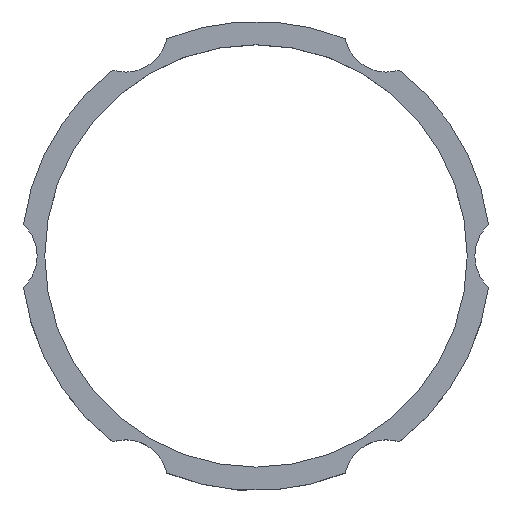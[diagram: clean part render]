
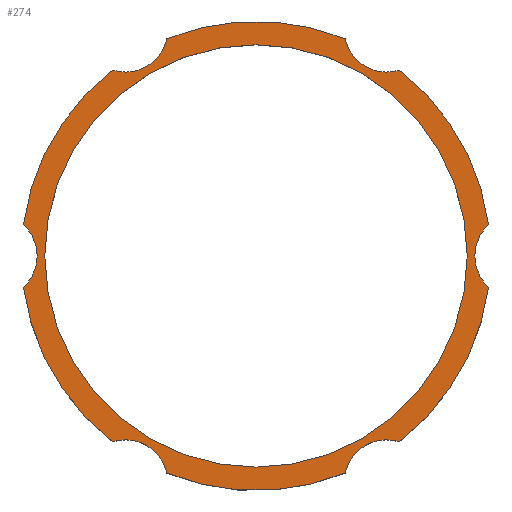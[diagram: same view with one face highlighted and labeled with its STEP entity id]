
A CAD part, top view. The second image highlights one B-rep face of the part: STEP entity #274.
In plain terms, the highlighted planar face has unit normal (0, 0, 1).
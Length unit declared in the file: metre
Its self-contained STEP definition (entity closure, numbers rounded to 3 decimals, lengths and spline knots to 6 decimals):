
#20=PLANE('',#328);
#96=ORIENTED_EDGE('',*,*,#156,.F.);
#97=ORIENTED_EDGE('',*,*,#124,.F.);
#98=ORIENTED_EDGE('',*,*,#128,.T.);
#99=ORIENTED_EDGE('',*,*,#131,.F.);
#100=ORIENTED_EDGE('',*,*,#134,.T.);
#101=ORIENTED_EDGE('',*,*,#137,.F.);
#102=ORIENTED_EDGE('',*,*,#140,.T.);
#103=ORIENTED_EDGE('',*,*,#143,.F.);
#104=ORIENTED_EDGE('',*,*,#146,.T.);
#105=ORIENTED_EDGE('',*,*,#149,.F.);
#106=ORIENTED_EDGE('',*,*,#152,.T.);
#107=ORIENTED_EDGE('',*,*,#155,.F.);
#108=ORIENTED_EDGE('',*,*,#159,.T.);
#124=EDGE_CURVE('',#162,#163,#187,.T.);
#128=EDGE_CURVE('',#162,#165,#189,.T.);
#131=EDGE_CURVE('',#167,#165,#191,.T.);
#134=EDGE_CURVE('',#167,#169,#193,.T.);
#137=EDGE_CURVE('',#171,#169,#195,.T.);
#140=EDGE_CURVE('',#171,#173,#197,.T.);
#143=EDGE_CURVE('',#175,#173,#199,.T.);
#146=EDGE_CURVE('',#175,#177,#201,.T.);
#149=EDGE_CURVE('',#179,#177,#203,.T.);
#152=EDGE_CURVE('',#179,#181,#205,.T.);
#155=EDGE_CURVE('',#183,#181,#207,.T.);
#156=EDGE_CURVE('',#184,#184,#208,.T.);
#159=EDGE_CURVE('',#183,#163,#211,.T.);
#162=VERTEX_POINT('',#432);
#163=VERTEX_POINT('',#434);
#165=VERTEX_POINT('',#440);
#167=VERTEX_POINT('',#446);
#169=VERTEX_POINT('',#452);
#171=VERTEX_POINT('',#458);
#173=VERTEX_POINT('',#464);
#175=VERTEX_POINT('',#470);
#177=VERTEX_POINT('',#476);
#179=VERTEX_POINT('',#482);
#181=VERTEX_POINT('',#488);
#183=VERTEX_POINT('',#494);
#184=VERTEX_POINT('',#498);
#187=CIRCLE('',#291,0.0036);
#189=CIRCLE('',#294,0.02);
#191=CIRCLE('',#297,0.0036);
#193=CIRCLE('',#300,0.02);
#195=CIRCLE('',#303,0.0036);
#197=CIRCLE('',#306,0.02);
#199=CIRCLE('',#309,0.0036);
#201=CIRCLE('',#312,0.02);
#203=CIRCLE('',#315,0.0036);
#205=CIRCLE('',#318,0.02);
#207=CIRCLE('',#321,0.0036);
#208=CIRCLE('',#323,0.018);
#211=CIRCLE('',#327,0.02);
#226=EDGE_LOOP('',(#96));
#227=EDGE_LOOP('',(#97,#98,#99,#100,#101,#102,#103,#104,#105,#106,#107,
#108));
#244=FACE_BOUND('',#226,.T.);
#245=FACE_BOUND('',#227,.T.);
#274=ADVANCED_FACE('',(#244,#245),#20,.T.);
#291=AXIS2_PLACEMENT_3D('',#433,#337,#338);
#294=AXIS2_PLACEMENT_3D('',#441,#345,#346);
#297=AXIS2_PLACEMENT_3D('',#447,#352,#353);
#300=AXIS2_PLACEMENT_3D('',#453,#359,#360);
#303=AXIS2_PLACEMENT_3D('',#459,#366,#367);
#306=AXIS2_PLACEMENT_3D('',#465,#373,#374);
#309=AXIS2_PLACEMENT_3D('',#471,#380,#381);
#312=AXIS2_PLACEMENT_3D('',#477,#387,#388);
#315=AXIS2_PLACEMENT_3D('',#483,#394,#395);
#318=AXIS2_PLACEMENT_3D('',#489,#401,#402);
#321=AXIS2_PLACEMENT_3D('',#495,#408,#409);
#323=AXIS2_PLACEMENT_3D('',#497,#412,#413);
#327=AXIS2_PLACEMENT_3D('',#503,#420,#421);
#328=AXIS2_PLACEMENT_3D('',#504,#422,#423);
#337=DIRECTION('',(0.,0.,1.));
#338=DIRECTION('',(1.,0.,0.));
#345=DIRECTION('',(0.,0.,1.));
#346=DIRECTION('',(1.,0.,0.));
#352=DIRECTION('',(0.,0.,1.));
#353=DIRECTION('',(1.,0.,0.));
#359=DIRECTION('',(0.,0.,1.));
#360=DIRECTION('',(1.,0.,0.));
#366=DIRECTION('',(0.,0.,1.));
#367=DIRECTION('',(1.,0.,0.));
#373=DIRECTION('',(0.,0.,1.));
#374=DIRECTION('',(1.,0.,0.));
#380=DIRECTION('',(0.,0.,1.));
#381=DIRECTION('',(1.,0.,0.));
#387=DIRECTION('',(0.,0.,1.));
#388=DIRECTION('',(1.,0.,0.));
#394=DIRECTION('',(0.,0.,1.));
#395=DIRECTION('',(1.,0.,0.));
#401=DIRECTION('',(0.,0.,1.));
#402=DIRECTION('',(1.,0.,0.));
#408=DIRECTION('',(0.,0.,1.));
#409=DIRECTION('',(1.,0.,0.));
#412=DIRECTION('',(0.,0.,1.));
#413=DIRECTION('',(1.,0.,0.));
#420=DIRECTION('',(0.,0.,1.));
#421=DIRECTION('',(1.,0.,0.));
#422=DIRECTION('',(0.,0.,1.));
#423=DIRECTION('',(1.,0.,0.));
#432=CARTESIAN_POINT('',(-0.007609,-0.050996,-0.0173));
#433=CARTESIAN_POINT('',(-0.011125,-0.051769,-0.0173));
#434=CARTESIAN_POINT('',(-0.012214,-0.048338,-0.0173));
#440=CARTESIAN_POINT('',(0.007609,-0.050996,-0.0173));
#441=CARTESIAN_POINT('',(0.,-0.0325,-0.0173));
#446=CARTESIAN_POINT('',(0.012214,-0.048338,-0.0173));
#447=CARTESIAN_POINT('',(0.011125,-0.051769,-0.0173));
#452=CARTESIAN_POINT('',(0.019823,-0.035158,-0.0173));
#453=CARTESIAN_POINT('',(0.,-0.0325,-0.0173));
#458=CARTESIAN_POINT('',(0.019823,-0.029842,-0.0173));
#459=CARTESIAN_POINT('',(0.02225,-0.0325,-0.0173));
#464=CARTESIAN_POINT('',(0.012214,-0.016662,-0.0173));
#465=CARTESIAN_POINT('',(0.,-0.0325,-0.0173));
#470=CARTESIAN_POINT('',(0.007609,-0.014004,-0.0173));
#471=CARTESIAN_POINT('',(0.011125,-0.013231,-0.0173));
#476=CARTESIAN_POINT('',(-0.007609,-0.014004,-0.0173));
#477=CARTESIAN_POINT('',(0.,-0.0325,-0.0173));
#482=CARTESIAN_POINT('',(-0.012214,-0.016662,-0.0173));
#483=CARTESIAN_POINT('',(-0.011125,-0.013231,-0.0173));
#488=CARTESIAN_POINT('',(-0.019823,-0.029842,-0.0173));
#489=CARTESIAN_POINT('',(0.,-0.0325,-0.0173));
#494=CARTESIAN_POINT('',(-0.019823,-0.035158,-0.0173));
#495=CARTESIAN_POINT('',(-0.02225,-0.0325,-0.0173));
#497=CARTESIAN_POINT('',(0.,-0.0325,-0.0173));
#498=CARTESIAN_POINT('',(0.018,-0.0325,-0.0173));
#503=CARTESIAN_POINT('',(0.,-0.0325,-0.0173));
#504=CARTESIAN_POINT('',(-0.00887,-0.040718,-0.0173));
